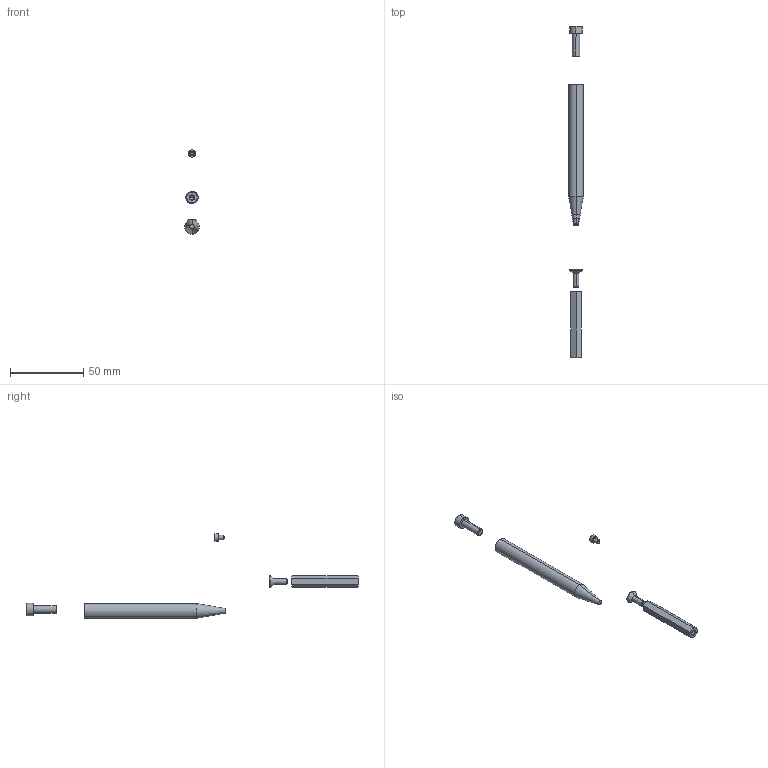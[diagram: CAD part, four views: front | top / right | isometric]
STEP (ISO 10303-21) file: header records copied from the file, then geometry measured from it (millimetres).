
FILE_DESCRIPTION (( 'STEP AP214' ), '1' );
FILE_NAME ('52745~0.STEP', '2020-03-23T11:50:49', ( '' ), ( '' ), 'SwSTEP 2.0', 'SolidWorks 2018', '' );
FILE_SCHEMA (( 'AUTOMOTIVE_DESIGN' ));
Length unit declared in the file: millimetre
Products named in the file (6): SKB-II~-s-k-i-i_M4,0x45 St; 25146~3; DIN912~n_M05,0x016; DIN7991~n_M04,0x012; 3161~5; 52745~0
Assembly tree (5 placements, depth 2):
  52745~0
    25146~3
    3161~5
    DIN912~n_M05,0x016
    SKB-II~-s-k-i-i_M4,0x45 St
    DIN7991~n_M04,0x012
Bounding box: 10 x 226.2 x 57.5 mm (x, y, z)
Volume: 9106.9 mm3; surface area: 5353.4 mm2
Topology: 5 solids, 5 shells, 99 faces, 229 edges, 141 vertices
Faces by surface type: cylinder 37, cone 36, plane 26
Entity records: 3085 total; most frequent: CARTESIAN_POINT 543, DIRECTION 515, ORIENTED_EDGE 446, EDGE_CURVE 223, AXIS2_PLACEMENT_3D 209, VERTEX_POINT 141, EDGE_LOOP 106, CIRCLE 102
